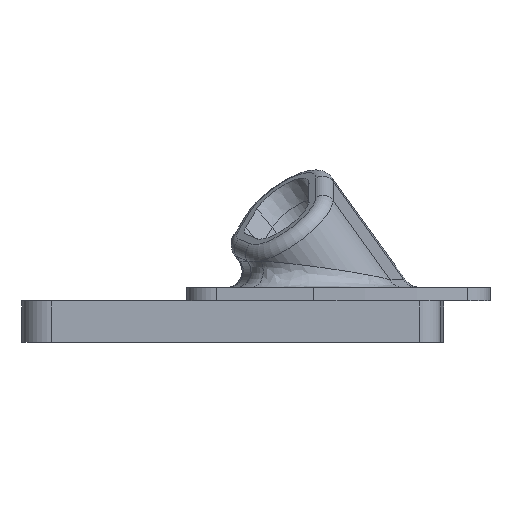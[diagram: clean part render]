
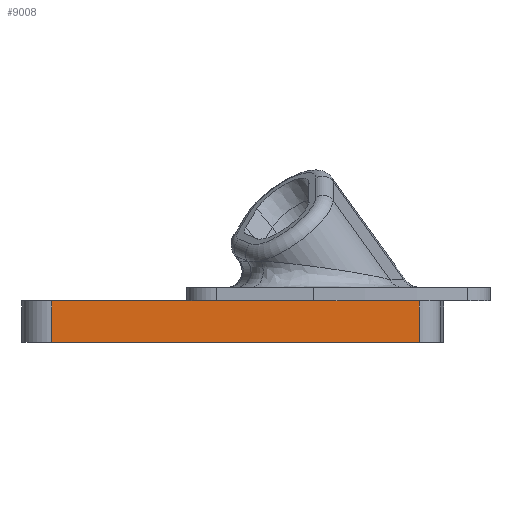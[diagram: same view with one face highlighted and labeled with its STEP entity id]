
A CAD part, left-side view. The second image highlights one B-rep face of the part: STEP entity #9008.
In plain terms, the highlighted planar face has unit normal (-1, 0, 0).
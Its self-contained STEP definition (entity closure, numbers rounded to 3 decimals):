
#4594 = PLANE('',#4595);
#4595 = AXIS2_PLACEMENT_3D('',#4596,#4597,#4598);
#4596 = CARTESIAN_POINT('',(0.,0.,-1.6));
#4597 = DIRECTION('',(0.,0.,1.));
#4598 = DIRECTION('',(1.,0.,0.));
#5057 = VERTEX_POINT('',#5058);
#5058 = CARTESIAN_POINT('',(-72.8,18.4,-1.6));
#5072 = PLANE('',#5073);
#5073 = AXIS2_PLACEMENT_3D('',#5074,#5075,#5076);
#5074 = CARTESIAN_POINT('',(0.,12.8,-1.6));
#5075 = DIRECTION('',(0.,0.,-1.));
#5076 = DIRECTION('',(-1.,0.,0.));
#7355 = EDGE_CURVE('',#5057,#7356,#7358,.T.);
#7356 = VERTEX_POINT('',#7357);
#7357 = CARTESIAN_POINT('',(-72.8,-9.8,-1.6));
#7358 = SURFACE_CURVE('',#7359,(#7363,#7370),.PCURVE_S1.);
#7359 = LINE('',#7360,#7361);
#7360 = CARTESIAN_POINT('',(-72.8,-4.9,-1.6));
#7361 = VECTOR('',#7362,1.);
#7362 = DIRECTION('',(0.,-1.,0.));
#7363 = PCURVE('',#4594,#7364);
#7364 = DEFINITIONAL_REPRESENTATION('',(#7365),#7369);
#7365 = LINE('',#7366,#7367);
#7366 = CARTESIAN_POINT('',(-72.8,-4.9));
#7367 = VECTOR('',#7368,1.);
#7368 = DIRECTION('',(0.,-1.));
#7369 = ( GEOMETRIC_REPRESENTATION_CONTEXT(2) 
PARAMETRIC_REPRESENTATION_CONTEXT() REPRESENTATION_CONTEXT('2D SPACE',''
  ) );
#7370 = PCURVE('',#7371,#7376);
#7371 = PLANE('',#7372);
#7372 = AXIS2_PLACEMENT_3D('',#7373,#7374,#7375);
#7373 = CARTESIAN_POINT('',(-72.8,-9.8,-1.6));
#7374 = DIRECTION('',(-1.,0.,0.));
#7375 = DIRECTION('',(0.,1.,0.));
#7376 = DEFINITIONAL_REPRESENTATION('',(#7377),#7381);
#7377 = LINE('',#7378,#7379);
#7378 = CARTESIAN_POINT('',(4.9,0.));
#7379 = VECTOR('',#7380,1.);
#7380 = DIRECTION('',(-1.,0.));
#7381 = ( GEOMETRIC_REPRESENTATION_CONTEXT(2) 
PARAMETRIC_REPRESENTATION_CONTEXT() REPRESENTATION_CONTEXT('2D SPACE',''
  ) );
#7400 = CYLINDRICAL_SURFACE('',#7401,2.6);
#7401 = AXIS2_PLACEMENT_3D('',#7402,#7403,#7404);
#7402 = CARTESIAN_POINT('',(-70.2,-9.8,-1.6));
#7403 = DIRECTION('',(0.,0.,-1.));
#7404 = DIRECTION('',(0.,-1.,0.));
#7706 = VERTEX_POINT('',#7707);
#7707 = CARTESIAN_POINT('',(-72.8,34.8,-1.6));
#7722 = CYLINDRICAL_SURFACE('',#7723,3.6);
#7723 = AXIS2_PLACEMENT_3D('',#7724,#7725,#7726);
#7724 = CARTESIAN_POINT('',(-69.2,34.8,-1.6));
#7725 = DIRECTION('',(0.,0.,-1.));
#7726 = DIRECTION('',(-1.,0.,0.));
#7734 = EDGE_CURVE('',#5057,#7706,#7735,.T.);
#7735 = SURFACE_CURVE('',#7736,(#7740,#7747),.PCURVE_S1.);
#7736 = LINE('',#7737,#7738);
#7737 = CARTESIAN_POINT('',(-72.8,-9.8,-1.6));
#7738 = VECTOR('',#7739,1.);
#7739 = DIRECTION('',(0.,1.,0.));
#7740 = PCURVE('',#5072,#7741);
#7741 = DEFINITIONAL_REPRESENTATION('',(#7742),#7746);
#7742 = LINE('',#7743,#7744);
#7743 = CARTESIAN_POINT('',(72.8,-22.6));
#7744 = VECTOR('',#7745,1.);
#7745 = DIRECTION('',(0.,1.));
#7746 = ( GEOMETRIC_REPRESENTATION_CONTEXT(2) 
PARAMETRIC_REPRESENTATION_CONTEXT() REPRESENTATION_CONTEXT('2D SPACE',''
  ) );
#7747 = PCURVE('',#7371,#7748);
#7748 = DEFINITIONAL_REPRESENTATION('',(#7749),#7753);
#7749 = LINE('',#7750,#7751);
#7750 = CARTESIAN_POINT('',(0.,0.));
#7751 = VECTOR('',#7752,1.);
#7752 = DIRECTION('',(1.,0.));
#7753 = ( GEOMETRIC_REPRESENTATION_CONTEXT(2) 
PARAMETRIC_REPRESENTATION_CONTEXT() REPRESENTATION_CONTEXT('2D SPACE',''
  ) );
#9008 = ADVANCED_FACE('',(#9009),#7371,.T.);
#9009 = FACE_BOUND('',#9010,.T.);
#9010 = EDGE_LOOP('',(#9011,#9012,#9013,#9036,#9064));
#9011 = ORIENTED_EDGE('',*,*,#7355,.F.);
#9012 = ORIENTED_EDGE('',*,*,#7734,.T.);
#9013 = ORIENTED_EDGE('',*,*,#9014,.T.);
#9014 = EDGE_CURVE('',#7706,#9015,#9017,.T.);
#9015 = VERTEX_POINT('',#9016);
#9016 = CARTESIAN_POINT('',(-72.8,34.8,-6.6));
#9017 = SURFACE_CURVE('',#9018,(#9022,#9029),.PCURVE_S1.);
#9018 = LINE('',#9019,#9020);
#9019 = CARTESIAN_POINT('',(-72.8,34.8,-1.6));
#9020 = VECTOR('',#9021,1.);
#9021 = DIRECTION('',(0.,0.,-1.));
#9022 = PCURVE('',#7371,#9023);
#9023 = DEFINITIONAL_REPRESENTATION('',(#9024),#9028);
#9024 = LINE('',#9025,#9026);
#9025 = CARTESIAN_POINT('',(44.6,0.));
#9026 = VECTOR('',#9027,1.);
#9027 = DIRECTION('',(0.,1.));
#9028 = ( GEOMETRIC_REPRESENTATION_CONTEXT(2) 
PARAMETRIC_REPRESENTATION_CONTEXT() REPRESENTATION_CONTEXT('2D SPACE',''
  ) );
#9029 = PCURVE('',#7722,#9030);
#9030 = DEFINITIONAL_REPRESENTATION('',(#9031),#9035);
#9031 = LINE('',#9032,#9033);
#9032 = CARTESIAN_POINT('',(0.,0.));
#9033 = VECTOR('',#9034,1.);
#9034 = DIRECTION('',(0.,1.));
#9035 = ( GEOMETRIC_REPRESENTATION_CONTEXT(2) 
PARAMETRIC_REPRESENTATION_CONTEXT() REPRESENTATION_CONTEXT('2D SPACE',''
  ) );
#9036 = ORIENTED_EDGE('',*,*,#9037,.F.);
#9037 = EDGE_CURVE('',#9038,#9015,#9040,.T.);
#9038 = VERTEX_POINT('',#9039);
#9039 = CARTESIAN_POINT('',(-72.8,-9.8,-6.6));
#9040 = SURFACE_CURVE('',#9041,(#9045,#9052),.PCURVE_S1.);
#9041 = LINE('',#9042,#9043);
#9042 = CARTESIAN_POINT('',(-72.8,-9.8,-6.6));
#9043 = VECTOR('',#9044,1.);
#9044 = DIRECTION('',(0.,1.,0.));
#9045 = PCURVE('',#7371,#9046);
#9046 = DEFINITIONAL_REPRESENTATION('',(#9047),#9051);
#9047 = LINE('',#9048,#9049);
#9048 = CARTESIAN_POINT('',(0.,5.));
#9049 = VECTOR('',#9050,1.);
#9050 = DIRECTION('',(1.,0.));
#9051 = ( GEOMETRIC_REPRESENTATION_CONTEXT(2) 
PARAMETRIC_REPRESENTATION_CONTEXT() REPRESENTATION_CONTEXT('2D SPACE',''
  ) );
#9052 = PCURVE('',#9053,#9058);
#9053 = PLANE('',#9054);
#9054 = AXIS2_PLACEMENT_3D('',#9055,#9056,#9057);
#9055 = CARTESIAN_POINT('',(0.,12.8,-6.6));
#9056 = DIRECTION('',(0.,0.,-1.));
#9057 = DIRECTION('',(-1.,0.,0.));
#9058 = DEFINITIONAL_REPRESENTATION('',(#9059),#9063);
#9059 = LINE('',#9060,#9061);
#9060 = CARTESIAN_POINT('',(72.8,-22.6));
#9061 = VECTOR('',#9062,1.);
#9062 = DIRECTION('',(0.,1.));
#9063 = ( GEOMETRIC_REPRESENTATION_CONTEXT(2) 
PARAMETRIC_REPRESENTATION_CONTEXT() REPRESENTATION_CONTEXT('2D SPACE',''
  ) );
#9064 = ORIENTED_EDGE('',*,*,#9065,.F.);
#9065 = EDGE_CURVE('',#7356,#9038,#9066,.T.);
#9066 = SURFACE_CURVE('',#9067,(#9071,#9078),.PCURVE_S1.);
#9067 = LINE('',#9068,#9069);
#9068 = CARTESIAN_POINT('',(-72.8,-9.8,-1.6));
#9069 = VECTOR('',#9070,1.);
#9070 = DIRECTION('',(0.,0.,-1.));
#9071 = PCURVE('',#7371,#9072);
#9072 = DEFINITIONAL_REPRESENTATION('',(#9073),#9077);
#9073 = LINE('',#9074,#9075);
#9074 = CARTESIAN_POINT('',(0.,0.));
#9075 = VECTOR('',#9076,1.);
#9076 = DIRECTION('',(0.,1.));
#9077 = ( GEOMETRIC_REPRESENTATION_CONTEXT(2) 
PARAMETRIC_REPRESENTATION_CONTEXT() REPRESENTATION_CONTEXT('2D SPACE',''
  ) );
#9078 = PCURVE('',#7400,#9079);
#9079 = DEFINITIONAL_REPRESENTATION('',(#9080),#9084);
#9080 = LINE('',#9081,#9082);
#9081 = CARTESIAN_POINT('',(1.571,0.));
#9082 = VECTOR('',#9083,1.);
#9083 = DIRECTION('',(0.,1.));
#9084 = ( GEOMETRIC_REPRESENTATION_CONTEXT(2) 
PARAMETRIC_REPRESENTATION_CONTEXT() REPRESENTATION_CONTEXT('2D SPACE',''
  ) );
